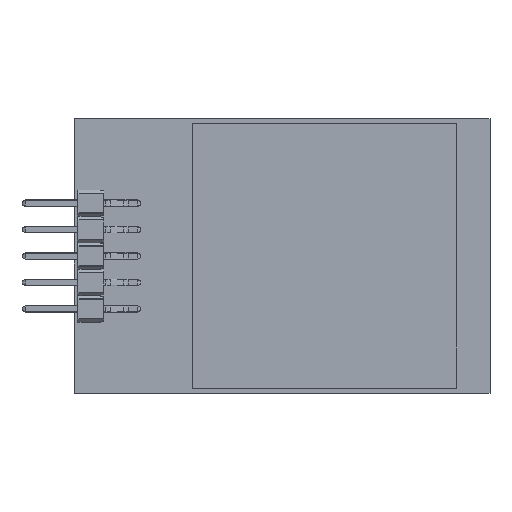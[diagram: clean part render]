
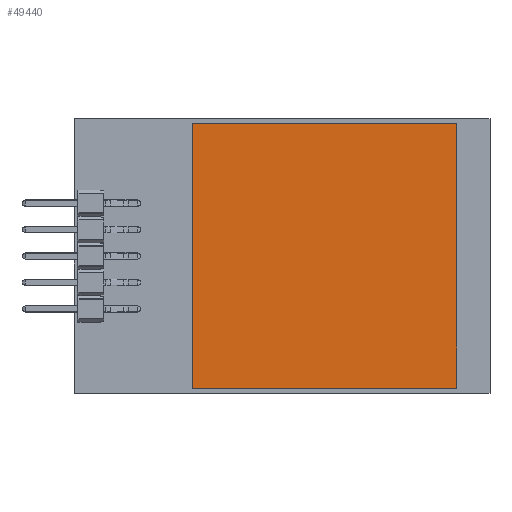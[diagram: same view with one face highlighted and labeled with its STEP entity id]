
A CAD part, top view. The second image highlights one B-rep face of the part: STEP entity #49440.
In plain terms, the highlighted free-form (B-spline) face has degree [1, 1] with [2, 2] control points.
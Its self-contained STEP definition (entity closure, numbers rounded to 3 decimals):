
#49162 = VERTEX_POINT('',#49163);
#49163 = CARTESIAN_POINT('',(-10.,10.,0.7));
#49169 = B_SPLINE_SURFACE_WITH_KNOTS('',1,1,(
    (#49170,#49171)
    ,(#49172,#49173
    )),.UNSPECIFIED.,.F.,.F.,.F.,(2,2),(2,2),(0.,20.),(-0.7,0.),
  .PIECEWISE_BEZIER_KNOTS.);
#49170 = CARTESIAN_POINT('',(-10.,10.,0.7));
#49171 = CARTESIAN_POINT('',(-10.,10.,0.));
#49172 = CARTESIAN_POINT('',(10.,10.,0.7));
#49173 = CARTESIAN_POINT('',(10.,10.,0.));
#49180 = B_SPLINE_SURFACE_WITH_KNOTS('',1,1,(
    (#49181,#49182)
    ,(#49183,#49184
    )),.UNSPECIFIED.,.F.,.F.,.F.,(2,2),(2,2),(0.,20.),(-0.7,0.),
  .PIECEWISE_BEZIER_KNOTS.);
#49181 = CARTESIAN_POINT('',(-10.,-10.,0.7));
#49182 = CARTESIAN_POINT('',(-10.,-10.,0.));
#49183 = CARTESIAN_POINT('',(-10.,10.,0.7));
#49184 = CARTESIAN_POINT('',(-10.,10.,0.));
#49191 = EDGE_CURVE('',#49162,#49192,#49194,.T.);
#49192 = VERTEX_POINT('',#49193);
#49193 = CARTESIAN_POINT('',(10.,10.,0.7));
#49194 = SURFACE_CURVE('',#49195,(#49198,#49204),.PCURVE_S1.);
#49195 = B_SPLINE_CURVE_WITH_KNOTS('',1,(#49196,#49197),.UNSPECIFIED.,
  .F.,.F.,(2,2),(0.,20.),.PIECEWISE_BEZIER_KNOTS.);
#49196 = CARTESIAN_POINT('',(-10.,10.,0.7));
#49197 = CARTESIAN_POINT('',(10.,10.,0.7));
#49198 = PCURVE('',#49169,#49199);
#49199 = DEFINITIONAL_REPRESENTATION('',(#49200),#49203);
#49200 = B_SPLINE_CURVE_WITH_KNOTS('',1,(#49201,#49202),.UNSPECIFIED.,
  .F.,.F.,(2,2),(0.,20.),.PIECEWISE_BEZIER_KNOTS.);
#49201 = CARTESIAN_POINT('',(0.,-0.7));
#49202 = CARTESIAN_POINT('',(20.,-0.7));
#49203 = ( GEOMETRIC_REPRESENTATION_CONTEXT(2) 
PARAMETRIC_REPRESENTATION_CONTEXT() REPRESENTATION_CONTEXT('2D SPACE',''
  ) );
#49204 = PCURVE('',#49205,#49210);
#49205 = B_SPLINE_SURFACE_WITH_KNOTS('',1,1,(
    (#49206,#49207)
    ,(#49208,#49209
    )),.UNSPECIFIED.,.F.,.F.,.F.,(2,2),(2,2),(-10.,10.),(-10.,10.),
  .PIECEWISE_BEZIER_KNOTS.);
#49206 = CARTESIAN_POINT('',(10.,-10.,0.7));
#49207 = CARTESIAN_POINT('',(10.,10.,0.7));
#49208 = CARTESIAN_POINT('',(-10.,-10.,0.7));
#49209 = CARTESIAN_POINT('',(-10.,10.,0.7));
#49210 = DEFINITIONAL_REPRESENTATION('',(#49211),#49214);
#49211 = B_SPLINE_CURVE_WITH_KNOTS('',1,(#49212,#49213),.UNSPECIFIED.,
  .F.,.F.,(2,2),(0.,20.),.PIECEWISE_BEZIER_KNOTS.);
#49212 = CARTESIAN_POINT('',(10.,10.));
#49213 = CARTESIAN_POINT('',(-10.,10.));
#49214 = ( GEOMETRIC_REPRESENTATION_CONTEXT(2) 
PARAMETRIC_REPRESENTATION_CONTEXT() REPRESENTATION_CONTEXT('2D SPACE',''
  ) );
#49230 = B_SPLINE_SURFACE_WITH_KNOTS('',1,1,(
    (#49231,#49232)
    ,(#49233,#49234
    )),.UNSPECIFIED.,.F.,.F.,.F.,(2,2),(2,2),(0.,20.),(-0.7,0.),
  .PIECEWISE_BEZIER_KNOTS.);
#49231 = CARTESIAN_POINT('',(10.,10.,0.7));
#49232 = CARTESIAN_POINT('',(10.,10.,0.));
#49233 = CARTESIAN_POINT('',(10.,-10.,0.7));
#49234 = CARTESIAN_POINT('',(10.,-10.,0.));
#49268 = EDGE_CURVE('',#49192,#49269,#49271,.T.);
#49269 = VERTEX_POINT('',#49270);
#49270 = CARTESIAN_POINT('',(10.,-10.,0.7));
#49271 = SURFACE_CURVE('',#49272,(#49275,#49281),.PCURVE_S1.);
#49272 = B_SPLINE_CURVE_WITH_KNOTS('',1,(#49273,#49274),.UNSPECIFIED.,
  .F.,.F.,(2,2),(0.,20.),.PIECEWISE_BEZIER_KNOTS.);
#49273 = CARTESIAN_POINT('',(10.,10.,0.7));
#49274 = CARTESIAN_POINT('',(10.,-10.,0.7));
#49275 = PCURVE('',#49230,#49276);
#49276 = DEFINITIONAL_REPRESENTATION('',(#49277),#49280);
#49277 = B_SPLINE_CURVE_WITH_KNOTS('',1,(#49278,#49279),.UNSPECIFIED.,
  .F.,.F.,(2,2),(0.,20.),.PIECEWISE_BEZIER_KNOTS.);
#49278 = CARTESIAN_POINT('',(0.,-0.7));
#49279 = CARTESIAN_POINT('',(20.,-0.7));
#49280 = ( GEOMETRIC_REPRESENTATION_CONTEXT(2) 
PARAMETRIC_REPRESENTATION_CONTEXT() REPRESENTATION_CONTEXT('2D SPACE',''
  ) );
#49281 = PCURVE('',#49205,#49282);
#49282 = DEFINITIONAL_REPRESENTATION('',(#49283),#49286);
#49283 = B_SPLINE_CURVE_WITH_KNOTS('',1,(#49284,#49285),.UNSPECIFIED.,
  .F.,.F.,(2,2),(0.,20.),.PIECEWISE_BEZIER_KNOTS.);
#49284 = CARTESIAN_POINT('',(-10.,10.));
#49285 = CARTESIAN_POINT('',(-10.,-10.));
#49286 = ( GEOMETRIC_REPRESENTATION_CONTEXT(2) 
PARAMETRIC_REPRESENTATION_CONTEXT() REPRESENTATION_CONTEXT('2D SPACE',''
  ) );
#49302 = B_SPLINE_SURFACE_WITH_KNOTS('',1,1,(
    (#49303,#49304)
    ,(#49305,#49306
    )),.UNSPECIFIED.,.F.,.F.,.F.,(2,2),(2,2),(0.,20.),(-0.7,0.),
  .PIECEWISE_BEZIER_KNOTS.);
#49303 = CARTESIAN_POINT('',(10.,-10.,0.7));
#49304 = CARTESIAN_POINT('',(10.,-10.,0.));
#49305 = CARTESIAN_POINT('',(-10.,-10.,0.7));
#49306 = CARTESIAN_POINT('',(-10.,-10.,0.));
#49335 = EDGE_CURVE('',#49269,#49336,#49338,.T.);
#49336 = VERTEX_POINT('',#49337);
#49337 = CARTESIAN_POINT('',(-10.,-10.,0.7));
#49338 = SURFACE_CURVE('',#49339,(#49342,#49348),.PCURVE_S1.);
#49339 = B_SPLINE_CURVE_WITH_KNOTS('',1,(#49340,#49341),.UNSPECIFIED.,
  .F.,.F.,(2,2),(0.,20.),.PIECEWISE_BEZIER_KNOTS.);
#49340 = CARTESIAN_POINT('',(10.,-10.,0.7));
#49341 = CARTESIAN_POINT('',(-10.,-10.,0.7));
#49342 = PCURVE('',#49302,#49343);
#49343 = DEFINITIONAL_REPRESENTATION('',(#49344),#49347);
#49344 = B_SPLINE_CURVE_WITH_KNOTS('',1,(#49345,#49346),.UNSPECIFIED.,
  .F.,.F.,(2,2),(0.,20.),.PIECEWISE_BEZIER_KNOTS.);
#49345 = CARTESIAN_POINT('',(0.,-0.7));
#49346 = CARTESIAN_POINT('',(20.,-0.7));
#49347 = ( GEOMETRIC_REPRESENTATION_CONTEXT(2) 
PARAMETRIC_REPRESENTATION_CONTEXT() REPRESENTATION_CONTEXT('2D SPACE',''
  ) );
#49348 = PCURVE('',#49205,#49349);
#49349 = DEFINITIONAL_REPRESENTATION('',(#49350),#49353);
#49350 = B_SPLINE_CURVE_WITH_KNOTS('',1,(#49351,#49352),.UNSPECIFIED.,
  .F.,.F.,(2,2),(0.,20.),.PIECEWISE_BEZIER_KNOTS.);
#49351 = CARTESIAN_POINT('',(-10.,-10.));
#49352 = CARTESIAN_POINT('',(10.,-10.));
#49353 = ( GEOMETRIC_REPRESENTATION_CONTEXT(2) 
PARAMETRIC_REPRESENTATION_CONTEXT() REPRESENTATION_CONTEXT('2D SPACE',''
  ) );
#49397 = EDGE_CURVE('',#49336,#49162,#49398,.T.);
#49398 = SURFACE_CURVE('',#49399,(#49402,#49408),.PCURVE_S1.);
#49399 = B_SPLINE_CURVE_WITH_KNOTS('',1,(#49400,#49401),.UNSPECIFIED.,
  .F.,.F.,(2,2),(0.,20.),.PIECEWISE_BEZIER_KNOTS.);
#49400 = CARTESIAN_POINT('',(-10.,-10.,0.7));
#49401 = CARTESIAN_POINT('',(-10.,10.,0.7));
#49402 = PCURVE('',#49180,#49403);
#49403 = DEFINITIONAL_REPRESENTATION('',(#49404),#49407);
#49404 = B_SPLINE_CURVE_WITH_KNOTS('',1,(#49405,#49406),.UNSPECIFIED.,
  .F.,.F.,(2,2),(0.,20.),.PIECEWISE_BEZIER_KNOTS.);
#49405 = CARTESIAN_POINT('',(0.,-0.7));
#49406 = CARTESIAN_POINT('',(20.,-0.7));
#49407 = ( GEOMETRIC_REPRESENTATION_CONTEXT(2) 
PARAMETRIC_REPRESENTATION_CONTEXT() REPRESENTATION_CONTEXT('2D SPACE',''
  ) );
#49408 = PCURVE('',#49205,#49409);
#49409 = DEFINITIONAL_REPRESENTATION('',(#49410),#49413);
#49410 = B_SPLINE_CURVE_WITH_KNOTS('',1,(#49411,#49412),.UNSPECIFIED.,
  .F.,.F.,(2,2),(0.,20.),.PIECEWISE_BEZIER_KNOTS.);
#49411 = CARTESIAN_POINT('',(10.,-10.));
#49412 = CARTESIAN_POINT('',(10.,10.));
#49413 = ( GEOMETRIC_REPRESENTATION_CONTEXT(2) 
PARAMETRIC_REPRESENTATION_CONTEXT() REPRESENTATION_CONTEXT('2D SPACE',''
  ) );
#49440 = ADVANCED_FACE('',(#49441),#49205,.F.);
#49441 = FACE_BOUND('',#49442,.F.);
#49442 = EDGE_LOOP('',(#49443,#49444,#49445,#49446));
#49443 = ORIENTED_EDGE('',*,*,#49191,.T.);
#49444 = ORIENTED_EDGE('',*,*,#49268,.T.);
#49445 = ORIENTED_EDGE('',*,*,#49335,.T.);
#49446 = ORIENTED_EDGE('',*,*,#49397,.T.);
